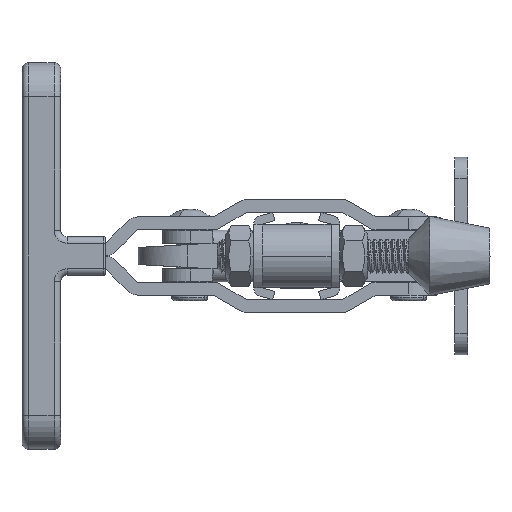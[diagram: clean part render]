
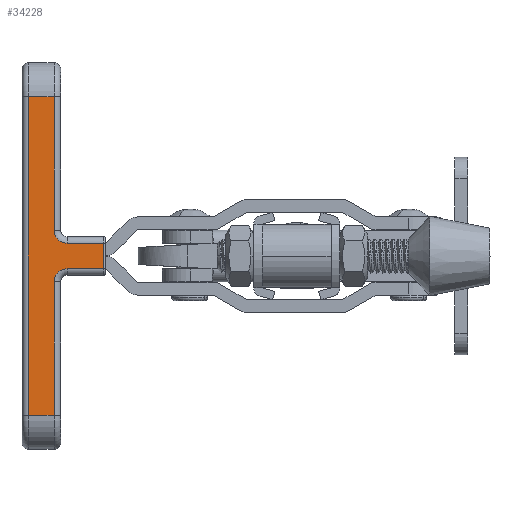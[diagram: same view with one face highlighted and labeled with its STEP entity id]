
A CAD part, left-side view. The second image highlights one B-rep face of the part: STEP entity #34228.
In plain terms, the highlighted face is planar.
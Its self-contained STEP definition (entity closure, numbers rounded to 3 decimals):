
#13572 = CARTESIAN_POINT ( 'NONE',  ( -4.5, -37.1, -1.5 ) ) ;
#13573 = LINE ( 'NONE', #13572, #13653 ) ;
#13635 = DIRECTION ( 'NONE',  ( 0., -1., 0. ) ) ;
#13636 = VECTOR ( 'NONE', #13635, 1000. ) ;
#13637 = CARTESIAN_POINT ( 'NONE',  ( 3., 37.1, -1.5 ) ) ;
#13638 = LINE ( 'NONE', #13637, #13636 ) ;
#13652 = DIRECTION ( 'NONE',  ( 1., 0., 0. ) ) ;
#13653 = VECTOR ( 'NONE', #13652, 1000. ) ;
#13822 = CARTESIAN_POINT ( 'NONE',  ( 6., -3., -1.5 ) ) ;
#13823 = DIRECTION ( 'NONE',  ( -1., 0., 0. ) ) ;
#13824 = VECTOR ( 'NONE', #13823, 1000. ) ;
#13825 = CARTESIAN_POINT ( 'NONE',  ( 4.5, -3., -1.5 ) ) ;
#13826 = LINE ( 'NONE', #13825, #13824 ) ;
#13828 = CARTESIAN_POINT ( 'NONE',  ( 14.5, -3., -1.5 ) ) ;
#13830 = DIRECTION ( 'NONE',  ( 0., -1., 0. ) ) ;
#13832 = VECTOR ( 'NONE', #13830, 1000. ) ;
#13834 = CARTESIAN_POINT ( 'NONE',  ( 14.5, 37.1, -1.5 ) ) ;
#13835 = LINE ( 'NONE', #13834, #13832 ) ;
#13841 = CARTESIAN_POINT ( 'NONE',  ( 14.5, 3., -1.5 ) ) ;
#13843 = CARTESIAN_POINT ( 'NONE',  ( 6., 3., -1.5 ) ) ;
#13846 = DIRECTION ( 'NONE',  ( 1., 0., 0. ) ) ;
#13847 = VECTOR ( 'NONE', #13846, 1000. ) ;
#13849 = CARTESIAN_POINT ( 'NONE',  ( 15., 3., -1.5 ) ) ;
#13854 = DIRECTION ( 'NONE',  ( 0., -1., 0. ) ) ;
#13856 = DIRECTION ( 'NONE',  ( 0., 0., 1. ) ) ;
#13858 = AXIS2_PLACEMENT_3D ( 'NONE', #13865, #13856, #13854 ) ;
#13860 = LINE ( 'NONE', #13849, #13847 ) ;
#13865 = CARTESIAN_POINT ( 'NONE',  ( -4.5, 37.1, -1.5 ) ) ;
#13866 = PLANE ( 'NONE',  #13858 ) ;
#13868 = FACE_OUTER_BOUND ( 'NONE', #34270, .T. ) ;
#13927 = CARTESIAN_POINT ( 'NONE',  ( 3., -6., -1.5 ) ) ;
#13928 = DIRECTION ( 'NONE',  ( 0., -1., 0. ) ) ;
#13929 = DIRECTION ( 'NONE',  ( 0., 0., -1. ) ) ;
#13930 = CARTESIAN_POINT ( 'NONE',  ( 6., -6., -1.5 ) ) ;
#13931 = AXIS2_PLACEMENT_3D ( 'NONE', #13930, #13929, #13928 ) ;
#13932 = CIRCLE ( 'NONE', #13931, 3. ) ;
#13946 = DIRECTION ( 'NONE',  ( 0., -1., 0. ) ) ;
#13947 = DIRECTION ( 'NONE',  ( 0., 0., -1. ) ) ;
#13948 = CARTESIAN_POINT ( 'NONE',  ( 6., 6., -1.5 ) ) ;
#13949 = AXIS2_PLACEMENT_3D ( 'NONE', #13948, #13947, #13946 ) ;
#13950 = CIRCLE ( 'NONE', #13949, 3. ) ;
#13951 = DIRECTION ( 'NONE',  ( 0., -1., 0. ) ) ;
#13952 = VECTOR ( 'NONE', #13951, 1000. ) ;
#13953 = CARTESIAN_POINT ( 'NONE',  ( 3., 37.1, -1.5 ) ) ;
#13954 = LINE ( 'NONE', #13953, #13952 ) ;
#14138 = CARTESIAN_POINT ( 'NONE',  ( 3., 6., -1.5 ) ) ;
#14139 = DIRECTION ( 'NONE',  ( 0., 1., 0. ) ) ;
#14141 = VECTOR ( 'NONE', #14139, 1000. ) ;
#14143 = CARTESIAN_POINT ( 'NONE',  ( -3., 37.1, -1.5 ) ) ;
#14144 = LINE ( 'NONE', #14143, #14141 ) ;
#28269 = CARTESIAN_POINT ( 'NONE',  ( -3., -37.1, -1.5 ) ) ;
#28313 = CARTESIAN_POINT ( 'NONE',  ( -3., 37.1, -1.5 ) ) ;
#28357 = DIRECTION ( 'NONE',  ( 1., 0., 0. ) ) ;
#28358 = VECTOR ( 'NONE', #28357, 1000. ) ;
#28359 = CARTESIAN_POINT ( 'NONE',  ( -4.5, 37.1, -1.5 ) ) ;
#28360 = LINE ( 'NONE', #28359, #28358 ) ;
#28365 = CARTESIAN_POINT ( 'NONE',  ( 3., 37.1, -1.5 ) ) ;
#28419 = CARTESIAN_POINT ( 'NONE',  ( 3., -37.1, -1.5 ) ) ;
#30895 = VERTEX_POINT ( 'NONE', #28269 ) ;
#30989 = VERTEX_POINT ( 'NONE', #28313 ) ;
#30997 = VERTEX_POINT ( 'NONE', #28365 ) ;
#31002 = EDGE_CURVE ( 'NONE', #30989, #30997, #28360, .T. ) ;
#31069 = VERTEX_POINT ( 'NONE', #28419 ) ;
#34179 = EDGE_CURVE ( 'NONE', #30895, #31069, #13573, .T. ) ;
#34184 = ORIENTED_EDGE ( 'NONE', *, *, #34186, .T. ) ;
#34186 = EDGE_CURVE ( 'NONE', #34241, #31069, #13638, .T. ) ;
#34187 = ORIENTED_EDGE ( 'NONE', *, *, #34179, .F. ) ;
#34228 = ADVANCED_FACE ( 'NONE', ( #13868 ), #13866, .F. ) ;
#34229 = ORIENTED_EDGE ( 'NONE', *, *, #34230, .T. ) ;
#34230 = EDGE_CURVE ( 'NONE', #34231, #34232, #13860, .T. ) ;
#34231 = VERTEX_POINT ( 'NONE', #13843 ) ;
#34232 = VERTEX_POINT ( 'NONE', #13841 ) ;
#34233 = ORIENTED_EDGE ( 'NONE', *, *, #34234, .T. ) ;
#34234 = EDGE_CURVE ( 'NONE', #34232, #34235, #13835, .T. ) ;
#34235 = VERTEX_POINT ( 'NONE', #13828 ) ;
#34236 = ORIENTED_EDGE ( 'NONE', *, *, #34237, .T. ) ;
#34237 = EDGE_CURVE ( 'NONE', #34235, #34238, #13826, .T. ) ;
#34238 = VERTEX_POINT ( 'NONE', #13822 ) ;
#34239 = ORIENTED_EDGE ( 'NONE', *, *, #34240, .F. ) ;
#34240 = EDGE_CURVE ( 'NONE', #34241, #34238, #13932, .T. ) ;
#34241 = VERTEX_POINT ( 'NONE', #13927 ) ;
#34270 = EDGE_LOOP ( 'NONE', ( #34229, #34233, #34236, #34239, #34184, #34187, #34330, #34332, #34333, #34276 ) ) ;
#34275 = EDGE_CURVE ( 'NONE', #30997, #34334, #13954, .T. ) ;
#34276 = ORIENTED_EDGE ( 'NONE', *, *, #34277, .F. ) ;
#34277 = EDGE_CURVE ( 'NONE', #34231, #34334, #13950, .T. ) ;
#34330 = ORIENTED_EDGE ( 'NONE', *, *, #34331, .T. ) ;
#34331 = EDGE_CURVE ( 'NONE', #30895, #30989, #14144, .T. ) ;
#34332 = ORIENTED_EDGE ( 'NONE', *, *, #31002, .T. ) ;
#34333 = ORIENTED_EDGE ( 'NONE', *, *, #34275, .T. ) ;
#34334 = VERTEX_POINT ( 'NONE', #14138 ) ;
